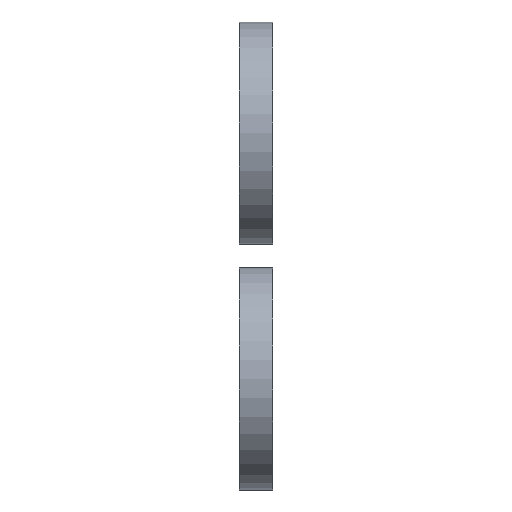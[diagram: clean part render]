
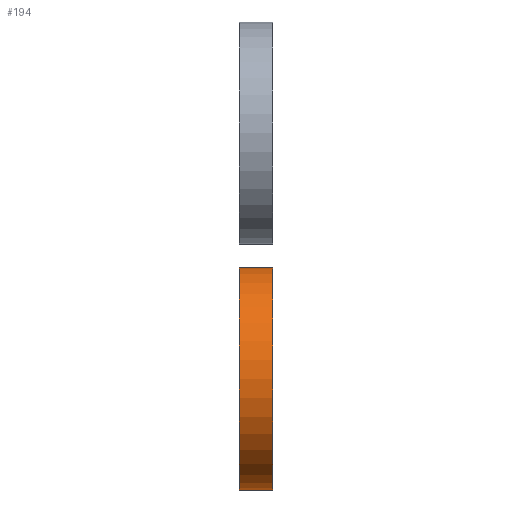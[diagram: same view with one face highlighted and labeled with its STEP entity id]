
A CAD part, left-side view. The second image highlights one B-rep face of the part: STEP entity #194.
In plain terms, the highlighted cylindrical face has radius 10 mm (diameter 20 mm), a full revolution.
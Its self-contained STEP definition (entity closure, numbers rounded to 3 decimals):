
#72=FACE_OUTER_BOUND('',#80,.T.);
#80=EDGE_LOOP('',(#167,#168,#169,#170));
#98=LINE('',#372,#104);
#104=VECTOR('',#309,10.);
#115=CIRCLE('',#252,10.);
#116=CIRCLE('',#253,10.);
#127=VERTEX_POINT('',#369);
#128=VERTEX_POINT('',#371);
#144=EDGE_CURVE('',#127,#127,#115,.T.);
#145=EDGE_CURVE('',#127,#128,#98,.T.);
#146=EDGE_CURVE('',#128,#128,#116,.T.);
#167=ORIENTED_EDGE('',*,*,#144,.F.);
#168=ORIENTED_EDGE('',*,*,#145,.T.);
#169=ORIENTED_EDGE('',*,*,#146,.T.);
#170=ORIENTED_EDGE('',*,*,#145,.F.);
#188=CYLINDRICAL_SURFACE('',#251,10.);
#194=ADVANCED_FACE('',(#72),#188,.T.);
#251=AXIS2_PLACEMENT_3D('',#368,#305,#306);
#252=AXIS2_PLACEMENT_3D('',#370,#307,#308);
#253=AXIS2_PLACEMENT_3D('',#373,#310,#311);
#305=DIRECTION('center_axis',(0.,1.,0.));
#306=DIRECTION('ref_axis',(-1.,0.,0.));
#307=DIRECTION('center_axis',(0.,1.,0.));
#308=DIRECTION('ref_axis',(-1.,0.,0.));
#309=DIRECTION('',(0.,-1.,0.));
#310=DIRECTION('center_axis',(0.,1.,0.));
#311=DIRECTION('ref_axis',(-1.,0.,0.));
#368=CARTESIAN_POINT('Origin',(0.,0.,0.));
#369=CARTESIAN_POINT('',(10.,3.,0.));
#370=CARTESIAN_POINT('Origin',(0.,3.,0.));
#371=CARTESIAN_POINT('',(10.,0.,0.));
#372=CARTESIAN_POINT('',(10.,0.,0.));
#373=CARTESIAN_POINT('Origin',(0.,0.,0.));
